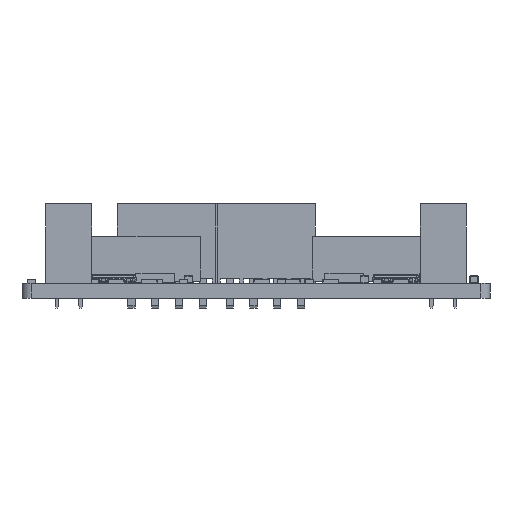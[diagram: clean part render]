
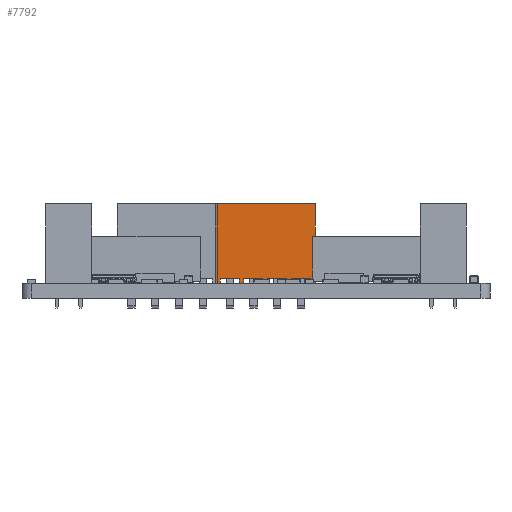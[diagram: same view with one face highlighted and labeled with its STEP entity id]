
A CAD part, front view. The second image highlights one B-rep face of the part: STEP entity #7792.
In plain terms, the highlighted face is planar.
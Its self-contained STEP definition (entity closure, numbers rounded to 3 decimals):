
#7491 = VERTEX_POINT('',#7492);
#7492 = CARTESIAN_POINT('',(2.477,0.,4.826));
#7498 = EDGE_CURVE('',#7499,#7491,#7501,.T.);
#7499 = VERTEX_POINT('',#7500);
#7500 = CARTESIAN_POINT('',(2.477,0.,5.334));
#7501 = LINE('',#7502,#7503);
#7502 = CARTESIAN_POINT('',(2.477,0.,-5.334));
#7503 = VECTOR('',#7504,1.);
#7504 = DIRECTION('',(0.,0.,-1.));
#7520 = EDGE_CURVE('',#7521,#7523,#7525,.T.);
#7521 = VERTEX_POINT('',#7522);
#7522 = CARTESIAN_POINT('',(2.477,0.,2.794));
#7523 = VERTEX_POINT('',#7524);
#7524 = CARTESIAN_POINT('',(2.477,0.,2.286));
#7525 = LINE('',#7526,#7527);
#7526 = CARTESIAN_POINT('',(2.477,0.,-5.334));
#7527 = VECTOR('',#7528,1.);
#7528 = DIRECTION('',(0.,0.,-1.));
#7560 = EDGE_CURVE('',#7561,#7563,#7565,.T.);
#7561 = VERTEX_POINT('',#7562);
#7562 = CARTESIAN_POINT('',(2.477,0.,0.254));
#7563 = VERTEX_POINT('',#7564);
#7564 = CARTESIAN_POINT('',(2.477,0.,-0.254));
#7565 = LINE('',#7566,#7567);
#7566 = CARTESIAN_POINT('',(2.477,0.,-5.334));
#7567 = VECTOR('',#7568,1.);
#7568 = DIRECTION('',(0.,0.,-1.));
#7600 = EDGE_CURVE('',#7601,#7603,#7605,.T.);
#7601 = VERTEX_POINT('',#7602);
#7602 = CARTESIAN_POINT('',(2.477,0.,-2.286));
#7603 = VERTEX_POINT('',#7604);
#7604 = CARTESIAN_POINT('',(2.477,0.,-2.794));
#7605 = LINE('',#7606,#7607);
#7606 = CARTESIAN_POINT('',(2.477,0.,-5.334));
#7607 = VECTOR('',#7608,1.);
#7608 = DIRECTION('',(0.,0.,-1.));
#7773 = EDGE_CURVE('',#7774,#7499,#7776,.T.);
#7774 = VERTEX_POINT('',#7775);
#7775 = CARTESIAN_POINT('',(2.477,8.509,5.334));
#7776 = LINE('',#7777,#7778);
#7777 = CARTESIAN_POINT('',(2.477,8.509,5.334));
#7778 = VECTOR('',#7779,1.);
#7779 = DIRECTION('',(0.,-1.,0.));
#7792 = ADVANCED_FACE('',(#7793),#7912,.F.);
#7793 = FACE_BOUND('',#7794,.T.);
#7794 = EDGE_LOOP('',(#7795,#7796,#7804,#7812,#7818,#7819,#7827,#7835,
    #7841,#7842,#7850,#7858,#7864,#7865,#7873,#7881,#7889,#7897,#7905,
    #7911));
#7795 = ORIENTED_EDGE('',*,*,#7498,.T.);
#7796 = ORIENTED_EDGE('',*,*,#7797,.F.);
#7797 = EDGE_CURVE('',#7798,#7491,#7800,.T.);
#7798 = VERTEX_POINT('',#7799);
#7799 = CARTESIAN_POINT('',(2.477,0.508,4.826));
#7800 = LINE('',#7801,#7802);
#7801 = CARTESIAN_POINT('',(2.477,0.,4.826));
#7802 = VECTOR('',#7803,1.);
#7803 = DIRECTION('',(0.,-1.,0.));
#7804 = ORIENTED_EDGE('',*,*,#7805,.F.);
#7805 = EDGE_CURVE('',#7806,#7798,#7808,.T.);
#7806 = VERTEX_POINT('',#7807);
#7807 = CARTESIAN_POINT('',(2.477,0.508,2.794));
#7808 = LINE('',#7809,#7810);
#7809 = CARTESIAN_POINT('',(2.477,0.508,4.826));
#7810 = VECTOR('',#7811,1.);
#7811 = DIRECTION('',(0.,0.,1.));
#7812 = ORIENTED_EDGE('',*,*,#7813,.F.);
#7813 = EDGE_CURVE('',#7521,#7806,#7814,.T.);
#7814 = LINE('',#7815,#7816);
#7815 = CARTESIAN_POINT('',(2.477,0.,2.794));
#7816 = VECTOR('',#7817,1.);
#7817 = DIRECTION('',(0.,1.,0.));
#7818 = ORIENTED_EDGE('',*,*,#7520,.T.);
#7819 = ORIENTED_EDGE('',*,*,#7820,.F.);
#7820 = EDGE_CURVE('',#7821,#7523,#7823,.T.);
#7821 = VERTEX_POINT('',#7822);
#7822 = CARTESIAN_POINT('',(2.477,0.508,2.286));
#7823 = LINE('',#7824,#7825);
#7824 = CARTESIAN_POINT('',(2.477,0.,2.286));
#7825 = VECTOR('',#7826,1.);
#7826 = DIRECTION('',(0.,-1.,0.));
#7827 = ORIENTED_EDGE('',*,*,#7828,.F.);
#7828 = EDGE_CURVE('',#7829,#7821,#7831,.T.);
#7829 = VERTEX_POINT('',#7830);
#7830 = CARTESIAN_POINT('',(2.477,0.508,0.254));
#7831 = LINE('',#7832,#7833);
#7832 = CARTESIAN_POINT('',(2.477,0.508,2.286));
#7833 = VECTOR('',#7834,1.);
#7834 = DIRECTION('',(0.,0.,1.));
#7835 = ORIENTED_EDGE('',*,*,#7836,.F.);
#7836 = EDGE_CURVE('',#7561,#7829,#7837,.T.);
#7837 = LINE('',#7838,#7839);
#7838 = CARTESIAN_POINT('',(2.477,0.,0.254));
#7839 = VECTOR('',#7840,1.);
#7840 = DIRECTION('',(0.,1.,0.));
#7841 = ORIENTED_EDGE('',*,*,#7560,.T.);
#7842 = ORIENTED_EDGE('',*,*,#7843,.F.);
#7843 = EDGE_CURVE('',#7844,#7563,#7846,.T.);
#7844 = VERTEX_POINT('',#7845);
#7845 = CARTESIAN_POINT('',(2.477,0.508,-0.254));
#7846 = LINE('',#7847,#7848);
#7847 = CARTESIAN_POINT('',(2.477,0.,-0.254));
#7848 = VECTOR('',#7849,1.);
#7849 = DIRECTION('',(0.,-1.,0.));
#7850 = ORIENTED_EDGE('',*,*,#7851,.F.);
#7851 = EDGE_CURVE('',#7852,#7844,#7854,.T.);
#7852 = VERTEX_POINT('',#7853);
#7853 = CARTESIAN_POINT('',(2.477,0.508,-2.286));
#7854 = LINE('',#7855,#7856);
#7855 = CARTESIAN_POINT('',(2.477,0.508,-0.254));
#7856 = VECTOR('',#7857,1.);
#7857 = DIRECTION('',(0.,0.,1.));
#7858 = ORIENTED_EDGE('',*,*,#7859,.F.);
#7859 = EDGE_CURVE('',#7601,#7852,#7860,.T.);
#7860 = LINE('',#7861,#7862);
#7861 = CARTESIAN_POINT('',(2.477,0.,-2.286));
#7862 = VECTOR('',#7863,1.);
#7863 = DIRECTION('',(0.,1.,0.));
#7864 = ORIENTED_EDGE('',*,*,#7600,.T.);
#7865 = ORIENTED_EDGE('',*,*,#7866,.F.);
#7866 = EDGE_CURVE('',#7867,#7603,#7869,.T.);
#7867 = VERTEX_POINT('',#7868);
#7868 = CARTESIAN_POINT('',(2.477,0.508,-2.794));
#7869 = LINE('',#7870,#7871);
#7870 = CARTESIAN_POINT('',(2.477,0.,-2.794));
#7871 = VECTOR('',#7872,1.);
#7872 = DIRECTION('',(0.,-1.,0.));
#7873 = ORIENTED_EDGE('',*,*,#7874,.F.);
#7874 = EDGE_CURVE('',#7875,#7867,#7877,.T.);
#7875 = VERTEX_POINT('',#7876);
#7876 = CARTESIAN_POINT('',(2.477,0.508,-4.826));
#7877 = LINE('',#7878,#7879);
#7878 = CARTESIAN_POINT('',(2.477,0.508,-2.794));
#7879 = VECTOR('',#7880,1.);
#7880 = DIRECTION('',(0.,0.,1.));
#7881 = ORIENTED_EDGE('',*,*,#7882,.F.);
#7882 = EDGE_CURVE('',#7883,#7875,#7885,.T.);
#7883 = VERTEX_POINT('',#7884);
#7884 = CARTESIAN_POINT('',(2.477,0.,-4.826));
#7885 = LINE('',#7886,#7887);
#7886 = CARTESIAN_POINT('',(2.477,0.,-4.826));
#7887 = VECTOR('',#7888,1.);
#7888 = DIRECTION('',(0.,1.,0.));
#7889 = ORIENTED_EDGE('',*,*,#7890,.T.);
#7890 = EDGE_CURVE('',#7883,#7891,#7893,.T.);
#7891 = VERTEX_POINT('',#7892);
#7892 = CARTESIAN_POINT('',(2.477,0.,-5.334));
#7893 = LINE('',#7894,#7895);
#7894 = CARTESIAN_POINT('',(2.477,0.,-5.334));
#7895 = VECTOR('',#7896,1.);
#7896 = DIRECTION('',(0.,0.,-1.));
#7897 = ORIENTED_EDGE('',*,*,#7898,.F.);
#7898 = EDGE_CURVE('',#7899,#7891,#7901,.T.);
#7899 = VERTEX_POINT('',#7900);
#7900 = CARTESIAN_POINT('',(2.477,8.509,-5.334));
#7901 = LINE('',#7902,#7903);
#7902 = CARTESIAN_POINT('',(2.477,8.509,-5.334));
#7903 = VECTOR('',#7904,1.);
#7904 = DIRECTION('',(0.,-1.,0.));
#7905 = ORIENTED_EDGE('',*,*,#7906,.F.);
#7906 = EDGE_CURVE('',#7774,#7899,#7907,.T.);
#7907 = LINE('',#7908,#7909);
#7908 = CARTESIAN_POINT('',(2.477,8.509,-5.334));
#7909 = VECTOR('',#7910,1.);
#7910 = DIRECTION('',(0.,0.,-1.));
#7911 = ORIENTED_EDGE('',*,*,#7773,.T.);
#7912 = PLANE('',#7913);
#7913 = AXIS2_PLACEMENT_3D('',#7914,#7915,#7916);
#7914 = CARTESIAN_POINT('',(2.477,8.509,-5.334));
#7915 = DIRECTION('',(-1.,0.,0.));
#7916 = DIRECTION('',(0.,0.,1.));
